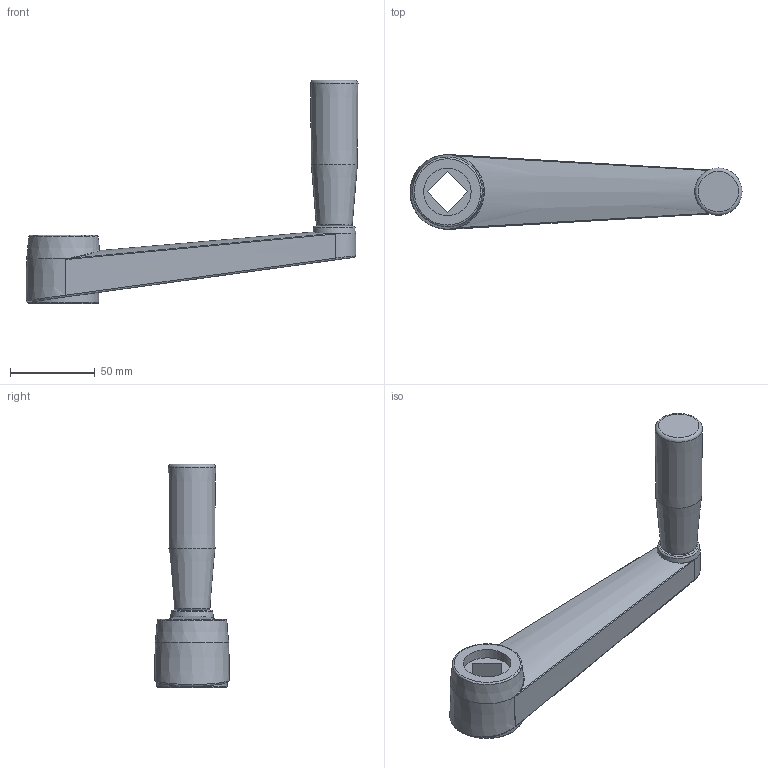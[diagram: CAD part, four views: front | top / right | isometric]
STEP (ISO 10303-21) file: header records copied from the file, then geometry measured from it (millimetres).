
FILE_DESCRIPTION( ( 'Unknown' ), '1' );
FILE_NAME( '6335460_MV160_TM.stp', 'Unknown', ( 'Unknown' ), ( 'Unknown' ), 'PSStep 11.0', 'Unknown', ' ' );
FILE_SCHEMA( ( 'AUTOMOTIVE_DESIGN { 1 0 10303 214 1 1 1 1 }' ) );
Length unit declared in the file: millimetre
Products named in the file (1): 1801164
Bounding box: 196.07 x 44.15 x 132.26 mm (x, y, z)
Volume: 159309.8 mm3; surface area: 49519.4 mm2
Topology: 1 solids, 3 shells, 179 faces, 439 edges, 287 vertices
Faces by surface type: plane 118, cylinder 24, bspline 16, cone 15, torus 6
Full cylindrical faces by diameter (mm): 5.1 x1, 8.3 x1, 8.376 x1, 9 x1, 10 x2, 10.6 x1, 13 x1, 14 x1, 14.5 x1, 28 x1, 34 x1, 41.6 x1
Entity records: 8456 total; most frequent: CARTESIAN_POINT 3055, ORIENTED_EDGE 800, DIRECTION 750, EDGE_CURVE 400, VERTEX_POINT 278, LINE 258, VECTOR 258, AXIS2_PLACEMENT_3D 246
